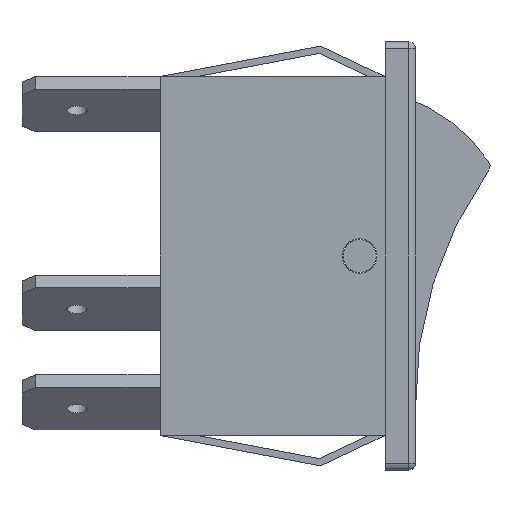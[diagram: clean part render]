
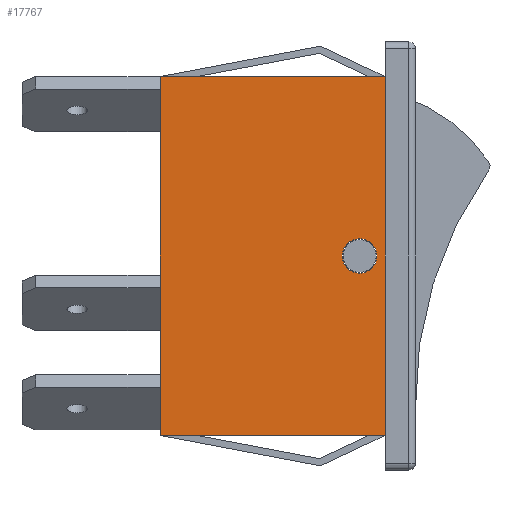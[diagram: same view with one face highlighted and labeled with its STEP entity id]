
A CAD part, front view. The second image highlights one B-rep face of the part: STEP entity #17767.
In plain terms, the highlighted planar face has unit normal (0, -1, 0).
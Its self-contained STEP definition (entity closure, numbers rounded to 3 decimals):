
#16720=CARTESIAN_POINT('Axis2P3D Location',(-4.05,-5.5,0.)) ;
#16724=CARTESIAN_POINT('Vertex',(-5.3,-5.5,0.)) ;
#16726=CARTESIAN_POINT('Vertex',(-2.8,-5.5,0.)) ;
#16746=CARTESIAN_POINT('Axis2P3D Location',(-4.05,-5.5,0.)) ;
#17671=CARTESIAN_POINT('Vertex',(-2.2,-5.5,-13.)) ;
#17688=CARTESIAN_POINT('Vertex',(-2.2,-5.5,13.)) ;
#17691=CARTESIAN_POINT('Line Origine',(-2.2,-5.5,0.)) ;
#17733=CARTESIAN_POINT('Axis2P3D Location',(-2.2,-5.5,13.)) ;
#17738=CARTESIAN_POINT('Line Origine',(-10.35,-5.5,-13.)) ;
#17742=CARTESIAN_POINT('Vertex',(-18.5,-5.5,-13.)) ;
#17745=CARTESIAN_POINT('Line Origine',(-10.35,-5.5,13.)) ;
#17749=CARTESIAN_POINT('Vertex',(-18.5,-5.5,13.)) ;
#17752=CARTESIAN_POINT('Line Origine',(-18.5,-5.5,0.)) ;
#16721=DIRECTION('Axis2P3D Direction',(0.,1.,-0.)) ;
#16747=DIRECTION('Axis2P3D Direction',(0.,1.,-0.)) ;
#17692=DIRECTION('Vector Direction',(0.,0.,-1.)) ;
#17734=DIRECTION('Axis2P3D Direction',(0.,1.,0.)) ;
#17735=DIRECTION('Axis2P3D XDirection',(0.,-0.,-1.)) ;
#17739=DIRECTION('Vector Direction',(-1.,0.,0.)) ;
#17746=DIRECTION('Vector Direction',(-1.,0.,0.)) ;
#17753=DIRECTION('Vector Direction',(0.,0.,-1.)) ;
#16722=AXIS2_PLACEMENT_3D('Circle Axis2P3D',#16720,#16721,$) ;
#16748=AXIS2_PLACEMENT_3D('Circle Axis2P3D',#16746,#16747,$) ;
#17736=AXIS2_PLACEMENT_3D('Plane Axis2P3D',#17733,#17734,#17735) ;
#17758=ORIENTED_EDGE('',*,*,#17744,.F.) ;
#17759=ORIENTED_EDGE('',*,*,#17695,.T.) ;
#17760=ORIENTED_EDGE('',*,*,#17751,.T.) ;
#17761=ORIENTED_EDGE('',*,*,#17756,.F.) ;
#17764=ORIENTED_EDGE('',*,*,#16750,.T.) ;
#17765=ORIENTED_EDGE('',*,*,#16728,.T.) ;
#17766=FACE_BOUND('',#17763,.T.) ;
#17693=VECTOR('Line Direction',#17692,1.) ;
#17740=VECTOR('Line Direction',#17739,1.) ;
#17747=VECTOR('Line Direction',#17746,1.) ;
#17754=VECTOR('Line Direction',#17753,1.) ;
#17767=ADVANCED_FACE('PartBody',(#17762,#17766),#17737,.F.) ;
#16723=CIRCLE('generated circle',#16722,1.25) ;
#16749=CIRCLE('generated circle',#16748,1.25) ;
#16728=EDGE_CURVE('',#16725,#16727,#16723,.T.) ;
#16750=EDGE_CURVE('',#16727,#16725,#16749,.T.) ;
#17695=EDGE_CURVE('',#17672,#17689,#17694,.F.) ;
#17744=EDGE_CURVE('',#17672,#17743,#17741,.T.) ;
#17751=EDGE_CURVE('',#17689,#17750,#17748,.T.) ;
#17756=EDGE_CURVE('',#17743,#17750,#17755,.F.) ;
#17757=EDGE_LOOP('',(#17758,#17759,#17760,#17761)) ;
#17763=EDGE_LOOP('',(#17764,#17765)) ;
#17762=FACE_OUTER_BOUND('',#17757,.T.) ;
#17694=LINE('Line',#17691,#17693) ;
#17741=LINE('Line',#17738,#17740) ;
#17748=LINE('Line',#17745,#17747) ;
#17755=LINE('Line',#17752,#17754) ;
#17737=PLANE('Plane',#17736) ;
#16725=VERTEX_POINT('',#16724) ;
#16727=VERTEX_POINT('',#16726) ;
#17672=VERTEX_POINT('',#17671) ;
#17689=VERTEX_POINT('',#17688) ;
#17743=VERTEX_POINT('',#17742) ;
#17750=VERTEX_POINT('',#17749) ;
